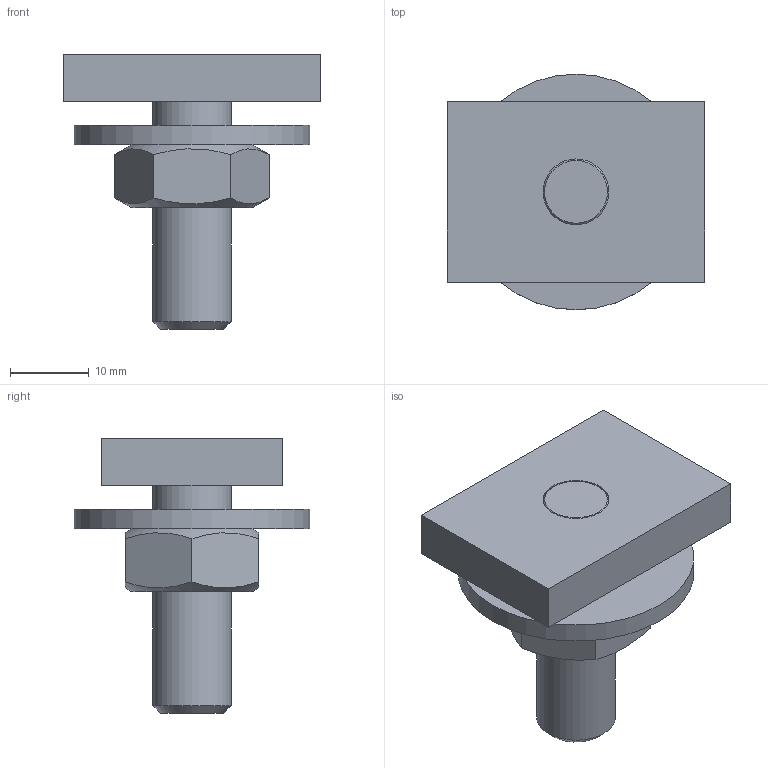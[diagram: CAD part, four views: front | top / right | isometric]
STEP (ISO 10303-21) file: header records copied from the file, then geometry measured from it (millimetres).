
FILE_DESCRIPTION((''),'2;1');
FILE_NAME('114978.stp','2010-08-04T09:52:39',('DMK009'),(''),'Autodesk Inventor 2010','Autodesk Inventor 2010','');
FILE_SCHEMA(('AUTOMOTIVE_DESIGN { 1 0 10303 214 1 1 1 1 }'));
Length unit declared in the file: millimetre
Products named in the file (1): 114978
Bounding box: 32.8 x 30 x 35 mm (x, y, z)
Volume: 9658.5 mm3; surface area: 4936.1 mm2
Topology: 1 solids, 1 shells, 27 faces, 56 edges, 37 vertices
Faces by surface type: plane 18, cone 4, cylinder 3, bspline 2
Full cylindrical faces by diameter (mm): 10 x2, 30 x1
Entity records: 701 total; most frequent: CARTESIAN_POINT 164, DIRECTION 98, ORIENTED_EDGE 88, EDGE_CURVE 44, EDGE_LOOP 42, AXIS2_PLACEMENT_3D 40, VERTEX_POINT 34, FACE_OUTER_BOUND 27
